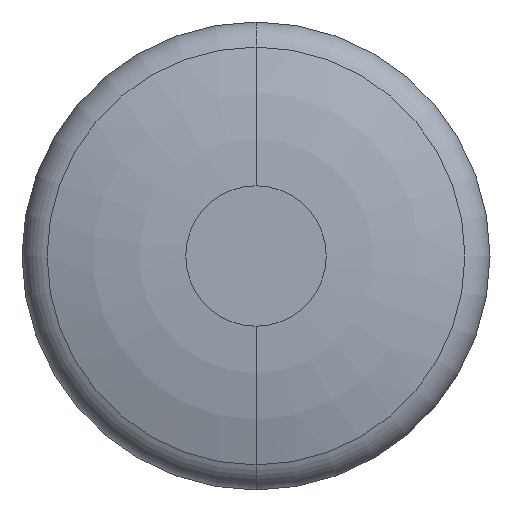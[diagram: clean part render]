
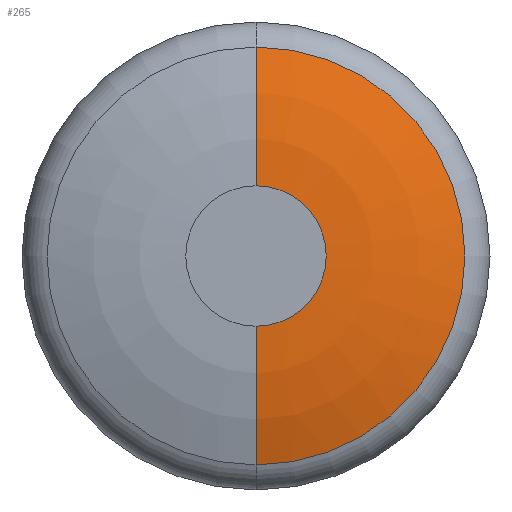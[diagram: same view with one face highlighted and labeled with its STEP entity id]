
A CAD part, front view. The second image highlights one B-rep face of the part: STEP entity #265.
In plain terms, the highlighted toroidal (fillet/blend) face has major radius 1.429 mm and minor radius 8.572 mm.
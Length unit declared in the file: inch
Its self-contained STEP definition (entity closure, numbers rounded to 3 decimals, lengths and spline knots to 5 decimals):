
#7 = DIRECTION ( 'NONE',  ( 0., -1., 0. ) ) ;
#10 = CARTESIAN_POINT ( 'NONE',  ( 0., 0., 0. ) ) ;
#37 = DIRECTION ( 'NONE',  ( 0., 0., -1. ) ) ;
#46 = AXIS2_PLACEMENT_3D ( 'NONE', #10, #406, #333 ) ;
#53 = CIRCLE ( 'NONE', #87, 0.16738 ) ;
#79 = CARTESIAN_POINT ( 'NONE',  ( 0., 0.3375, 0. ) ) ;
#86 = CARTESIAN_POINT ( 'NONE',  ( 0., 0.01882, -0.16738 ) ) ;
#87 = AXIS2_PLACEMENT_3D ( 'NONE', #358, #7, #37 ) ;
#103 = VERTEX_POINT ( 'NONE', #218 ) ;
#110 = VERTEX_POINT ( 'NONE', #186 ) ;
#123 = DIRECTION ( 'NONE',  ( 1., 0., 0. ) ) ;
#126 = EDGE_CURVE ( 'NONE', #207, #103, #347, .T. ) ;
#158 = DIRECTION ( 'NONE',  ( 0., 0., -1. ) ) ;
#186 = CARTESIAN_POINT ( 'NONE',  ( 0., 0.01882, 0.16738 ) ) ;
#207 = VERTEX_POINT ( 'NONE', #450 ) ;
#211 = EDGE_CURVE ( 'NONE', #343, #207, #226, .T. ) ;
#214 = CIRCLE ( 'NONE', #345, 0.3375 ) ;
#216 = TOROIDAL_SURFACE ( 'NONE', #334, 0.05625, 0.3375 ) ;
#218 = CARTESIAN_POINT ( 'NONE',  ( 0., 0., 0.05625 ) ) ;
#226 = CIRCLE ( 'NONE', #468, 0.3375 ) ;
#248 = DIRECTION ( 'NONE',  ( -1., 0., 0. ) ) ;
#252 = CARTESIAN_POINT ( 'NONE',  ( 0., 0.3375, 0.05625 ) ) ;
#264 = DIRECTION ( 'NONE',  ( 0., 0., -1. ) ) ;
#265 = ADVANCED_FACE ( 'NONE', ( #327 ), #216, .T. ) ;
#284 = CARTESIAN_POINT ( 'NONE',  ( 0., 0.3375, -0.05625 ) ) ;
#304 = ORIENTED_EDGE ( 'NONE', *, *, #211, .F. ) ;
#327 = FACE_OUTER_BOUND ( 'NONE', #349, .T. ) ;
#333 = DIRECTION ( 'NONE',  ( 0., 0., -1. ) ) ;
#334 = AXIS2_PLACEMENT_3D ( 'NONE', #79, #462, #158 ) ;
#343 = VERTEX_POINT ( 'NONE', #86 ) ;
#345 = AXIS2_PLACEMENT_3D ( 'NONE', #252, #123, #264 ) ;
#347 = CIRCLE ( 'NONE', #46, 0.05625 ) ;
#349 = EDGE_LOOP ( 'NONE', ( #428, #399, #364, #304 ) ) ;
#358 = CARTESIAN_POINT ( 'NONE',  ( 0., 0.01882, 0. ) ) ;
#364 = ORIENTED_EDGE ( 'NONE', *, *, #126, .F. ) ;
#399 = ORIENTED_EDGE ( 'NONE', *, *, #453, .T. ) ;
#400 = DIRECTION ( 'NONE',  ( 0., 0., 1. ) ) ;
#405 = EDGE_CURVE ( 'NONE', #343, #110, #53, .T. ) ;
#406 = DIRECTION ( 'NONE',  ( 0., -1., 0. ) ) ;
#428 = ORIENTED_EDGE ( 'NONE', *, *, #405, .T. ) ;
#450 = CARTESIAN_POINT ( 'NONE',  ( 0., 0., -0.05625 ) ) ;
#453 = EDGE_CURVE ( 'NONE', #110, #103, #214, .T. ) ;
#462 = DIRECTION ( 'NONE',  ( 0., -1., 0. ) ) ;
#468 = AXIS2_PLACEMENT_3D ( 'NONE', #284, #248, #400 ) ;
